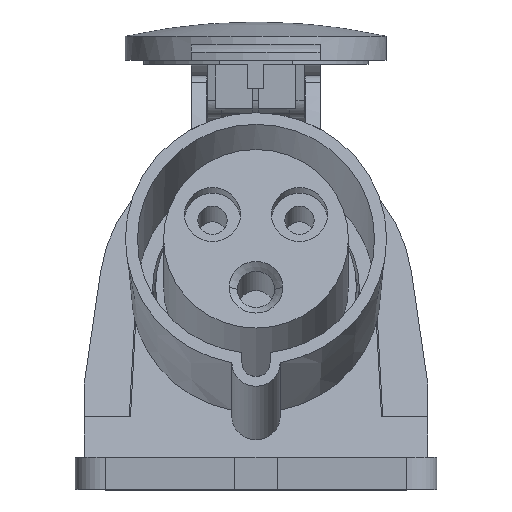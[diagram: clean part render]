
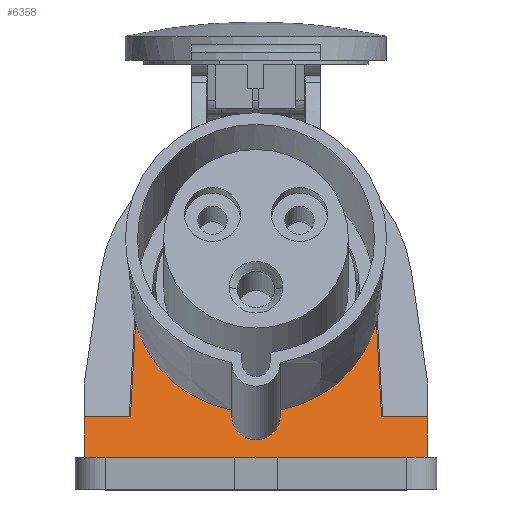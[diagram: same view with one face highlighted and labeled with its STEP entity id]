
A CAD part, top view. The second image highlights one B-rep face of the part: STEP entity #6358.
In plain terms, the highlighted planar face has unit normal (0, 0.259, 0.966).
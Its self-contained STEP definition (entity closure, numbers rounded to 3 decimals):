
#4038=DIRECTION('',(1.,0.,0.));
#4039=VECTOR('',#4038,85.561);
#4040=CARTESIAN_POINT('',(-42.781,8.,47.059));
#4041=LINE('',#4040,#4039);
#4248=DIRECTION('',(1.,0.,0.));
#4249=VECTOR('',#4248,11.517);
#4250=CARTESIAN_POINT('',(-42.742,18.,44.38));
#4251=LINE('',#4250,#4249);
#4252=DIRECTION('',(0.052,0.965,-0.258));
#4253=VECTOR('',#4252,32.191);
#4254=CARTESIAN_POINT('',(-31.225,18.,44.38));
#4255=LINE('',#4254,#4253);
#4256=CARTESIAN_POINT('',(0.,49.052,
36.059));
#4257=DIRECTION('',(0.,0.259,0.966));
#4258=DIRECTION('',(-1.,0.,0.));
#4259=AXIS2_PLACEMENT_3D('',#4256,#4257,#4258);
#4261=CARTESIAN_POINT('',(0.,49.052,
36.059));
#4262=DIRECTION('',(0.,0.259,0.966));
#4263=DIRECTION('',(-0.765,-0.622,0.167));
#4264=AXIS2_PLACEMENT_3D('',#4261,#4262,#4263);
#4266=CARTESIAN_POINT('',(0.,49.052,
36.059));
#4267=DIRECTION('',(0.,0.259,0.966));
#4268=DIRECTION('',(-0.703,-0.687,0.184));
#4269=AXIS2_PLACEMENT_3D('',#4266,#4267,#4268);
#4271=CARTESIAN_POINT('',(0.,49.052,
36.059));
#4272=DIRECTION('',(0.,0.259,0.966));
#4273=DIRECTION('',(0.944,-0.319,0.086));
#4274=AXIS2_PLACEMENT_3D('',#4271,#4272,#4273);
#4276=DIRECTION('',(0.052,-0.965,0.258));
#4277=VECTOR('',#4276,32.191);
#4278=CARTESIAN_POINT('',(29.54,49.052,36.059));
#4279=LINE('',#4278,#4277);
#4280=DIRECTION('',(1.,0.,0.));
#4281=VECTOR('',#4280,11.517);
#4282=CARTESIAN_POINT('',(31.225,18.,44.38));
#4283=LINE('',#4282,#4281);
#4284=DIRECTION('',(0.004,-0.966,0.259));
#4285=VECTOR('',#4284,10.353);
#4286=CARTESIAN_POINT('',(42.742,18.,44.38));
#4287=LINE('',#4286,#4285);
#4288=DIRECTION('',(-0.004,-0.966,0.259));
#4289=VECTOR('',#4288,10.353);
#4290=CARTESIAN_POINT('',(-42.742,18.,44.38));
#4291=LINE('',#4290,#4289);
#4486=DIRECTION('',(-1.,0.,0.));
#4487=VECTOR('',#4486,0.79);
#4488=CARTESIAN_POINT('',(29.54,49.052,36.059));
#4489=LINE('',#4488,#4487);
#4498=DIRECTION('',(-1.,0.,0.));
#4499=VECTOR('',#4498,1.435);
#4500=CARTESIAN_POINT('',(27.135,39.876,38.518));
#4501=LINE('',#4500,#4499);
#4510=DIRECTION('',(-1.,0.,0.));
#4511=VECTOR('',#4510,1.877);
#4512=CARTESIAN_POINT('',(-19.249,30.216,41.106));
#4513=LINE('',#4512,#4511);
#4522=DIRECTION('',(0.,0.966,-0.259));
#4523=VECTOR('',#4522,2.176);
#4524=CARTESIAN_POINT('',(-22.,31.174,40.85));
#4525=LINE('',#4524,#4523);
#4538=DIRECTION('',(-1.,0.,0.));
#4539=VECTOR('',#4538,2.14);
#4540=CARTESIAN_POINT('',(-27.4,49.052,36.059));
#4541=LINE('',#4540,#4539);
#5408=CARTESIAN_POINT('',(-31.225,18.,44.38));
#5409=VERTEX_POINT('',#5408);
#5410=CARTESIAN_POINT('',(-42.742,18.,44.38));
#5411=VERTEX_POINT('',#5410);
#5460=CARTESIAN_POINT('',(42.742,18.,44.38));
#5461=VERTEX_POINT('',#5460);
#5462=CARTESIAN_POINT('',(31.225,18.,44.38));
#5463=VERTEX_POINT('',#5462);
#5484=CARTESIAN_POINT('',(-42.781,8.,47.059));
#5485=CARTESIAN_POINT('',(42.781,8.,47.059));
#5486=VERTEX_POINT('',#5484);
#5487=VERTEX_POINT('',#5485);
#5554=CARTESIAN_POINT('',(-29.54,49.052,36.059));
#5555=VERTEX_POINT('',#5554);
#5556=CARTESIAN_POINT('',(-27.4,49.052,36.059));
#5557=VERTEX_POINT('',#5556);
#5558=CARTESIAN_POINT('',(-22.,33.276,40.286));
#5559=VERTEX_POINT('',#5558);
#5560=CARTESIAN_POINT('',(-22.,31.174,40.85));
#5561=VERTEX_POINT('',#5560);
#5562=CARTESIAN_POINT('',(-21.126,30.216,41.106));
#5563=VERTEX_POINT('',#5562);
#5564=CARTESIAN_POINT('',(-19.249,30.216,41.106));
#5565=VERTEX_POINT('',#5564);
#5566=CARTESIAN_POINT('',(25.7,39.876,38.518));
#5567=VERTEX_POINT('',#5566);
#5568=CARTESIAN_POINT('',(27.135,39.876,38.518));
#5569=VERTEX_POINT('',#5568);
#5570=CARTESIAN_POINT('',(28.75,49.052,36.059));
#5571=VERTEX_POINT('',#5570);
#5572=CARTESIAN_POINT('',(29.54,49.052,36.059));
#5573=VERTEX_POINT('',#5572);
#6322=CARTESIAN_POINT('',(0.,12.301,45.907));
#6323=DIRECTION('',(0.,0.259,0.966));
#6324=DIRECTION('',(-1.,0.,0.));
#6325=AXIS2_PLACEMENT_3D('',#6322,#6323,#6324);
#6326=PLANE('',#6325);
#6327=ORIENTED_EDGE('',*,*,#6226,.F.);
#6329=ORIENTED_EDGE('',*,*,#6328,.F.);
#6330=ORIENTED_EDGE('',*,*,#6080,.T.);
#6332=ORIENTED_EDGE('',*,*,#6331,.T.);
#6334=ORIENTED_EDGE('',*,*,#6333,.F.);
#6336=ORIENTED_EDGE('',*,*,#6335,.T.);
#6338=ORIENTED_EDGE('',*,*,#6337,.F.);
#6340=ORIENTED_EDGE('',*,*,#6339,.T.);
#6342=ORIENTED_EDGE('',*,*,#6341,.F.);
#6344=ORIENTED_EDGE('',*,*,#6343,.T.);
#6346=ORIENTED_EDGE('',*,*,#6345,.F.);
#6348=ORIENTED_EDGE('',*,*,#6347,.T.);
#6350=ORIENTED_EDGE('',*,*,#6349,.F.);
#6352=ORIENTED_EDGE('',*,*,#6351,.T.);
#6353=ORIENTED_EDGE('',*,*,#6177,.T.);
#6355=ORIENTED_EDGE('',*,*,#6354,.T.);
#6356=EDGE_LOOP('',(#6327,#6329,#6330,#6332,#6334,#6336,#6338,#6340,#6342,#6344,
#6346,#6348,#6350,#6352,#6353,#6355));
#6357=FACE_OUTER_BOUND('',#6356,.F.);
#6358=ADVANCED_FACE('',(#6357),#6326,.T.);
#4260=CIRCLE('',#4259,27.4);
#4265=CIRCLE('',#4264,28.75);
#4270=CIRCLE('',#4269,27.4);
#4275=CIRCLE('',#4274,28.75);
#6080=EDGE_CURVE('',#5411,#5409,#4251,.T.);
#6177=EDGE_CURVE('',#5463,#5461,#4283,.T.);
#6226=EDGE_CURVE('',#5486,#5487,#4041,.T.);
#6328=EDGE_CURVE('',#5411,#5486,#4291,.T.);
#6331=EDGE_CURVE('',#5409,#5555,#4255,.T.);
#6333=EDGE_CURVE('',#5557,#5555,#4541,.T.);
#6335=EDGE_CURVE('',#5557,#5559,#4260,.T.);
#6337=EDGE_CURVE('',#5561,#5559,#4525,.T.);
#6339=EDGE_CURVE('',#5561,#5563,#4265,.T.);
#6341=EDGE_CURVE('',#5565,#5563,#4513,.T.);
#6343=EDGE_CURVE('',#5565,#5567,#4270,.T.);
#6345=EDGE_CURVE('',#5569,#5567,#4501,.T.);
#6347=EDGE_CURVE('',#5569,#5571,#4275,.T.);
#6349=EDGE_CURVE('',#5573,#5571,#4489,.T.);
#6351=EDGE_CURVE('',#5573,#5463,#4279,.T.);
#6354=EDGE_CURVE('',#5461,#5487,#4287,.T.);
